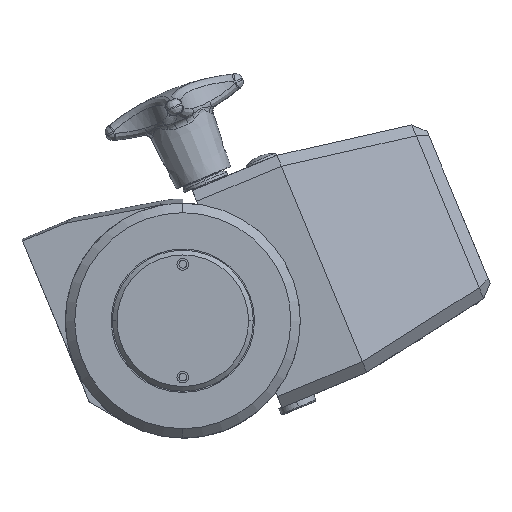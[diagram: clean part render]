
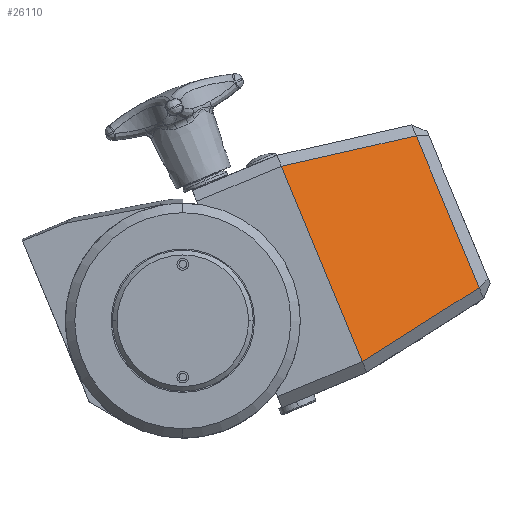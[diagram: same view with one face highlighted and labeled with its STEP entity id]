
A CAD part, left-side view. The second image highlights one B-rep face of the part: STEP entity #26110.
In plain terms, the highlighted face is planar.
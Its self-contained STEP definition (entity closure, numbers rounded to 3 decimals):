
#24946=DIRECTION('',(-1.,0.,0.));
#24947=VECTOR('',#24946,90.);
#24948=CARTESIAN_POINT('',(45.,1.,-50.));
#24949=LINE('',#24948,#24947);
#25175=DIRECTION('',(0.163,0.945,0.285));
#25176=VECTOR('',#25175,61.402);
#25177=CARTESIAN_POINT('',(-45.,1.,-50.));
#25178=LINE('',#25177,#25176);
#25182=DIRECTION('',(-0.163,0.945,0.285));
#25183=VECTOR('',#25182,61.402);
#25184=CARTESIAN_POINT('',(45.,1.,-50.));
#25185=LINE('',#25184,#25183);
#25280=DIRECTION('',(-1.,0.,0.));
#25281=VECTOR('',#25280,70.);
#25282=CARTESIAN_POINT('',(35.,59.,
-32.5));
#25283=LINE('',#25282,#25281);
#25824=CARTESIAN_POINT('',(45.,1.,-50.));
#25825=VERTEX_POINT('',#25824);
#25826=CARTESIAN_POINT('',(-45.,1.,-50.));
#25827=VERTEX_POINT('',#25826);
#25840=CARTESIAN_POINT('',(35.,59.,
-32.5));
#25841=VERTEX_POINT('',#25840);
#25842=CARTESIAN_POINT('',(-35.,59.,
-32.5));
#25843=VERTEX_POINT('',#25842);
#26097=CARTESIAN_POINT('',(0.,30.,-41.25));
#26098=DIRECTION('',(0.,0.289,-0.957));
#26099=DIRECTION('',(-1.,0.,0.));
#26100=AXIS2_PLACEMENT_3D('',#26097,#26098,#26099);
#26101=PLANE('',#26100);
#26102=ORIENTED_EDGE('',*,*,#25977,.F.);
#26104=ORIENTED_EDGE('',*,*,#26103,.T.);
#26106=ORIENTED_EDGE('',*,*,#26105,.T.);
#26107=ORIENTED_EDGE('',*,*,#26089,.F.);
#26108=EDGE_LOOP('',(#26102,#26104,#26106,#26107));
#26109=FACE_OUTER_BOUND('',#26108,.F.);
#26110=ADVANCED_FACE('',(#26109),#26101,.T.);
#25977=EDGE_CURVE('',#25825,#25827,#24949,.T.);
#26089=EDGE_CURVE('',#25827,#25843,#25178,.T.);
#26103=EDGE_CURVE('',#25825,#25841,#25185,.T.);
#26105=EDGE_CURVE('',#25841,#25843,#25283,.T.);
